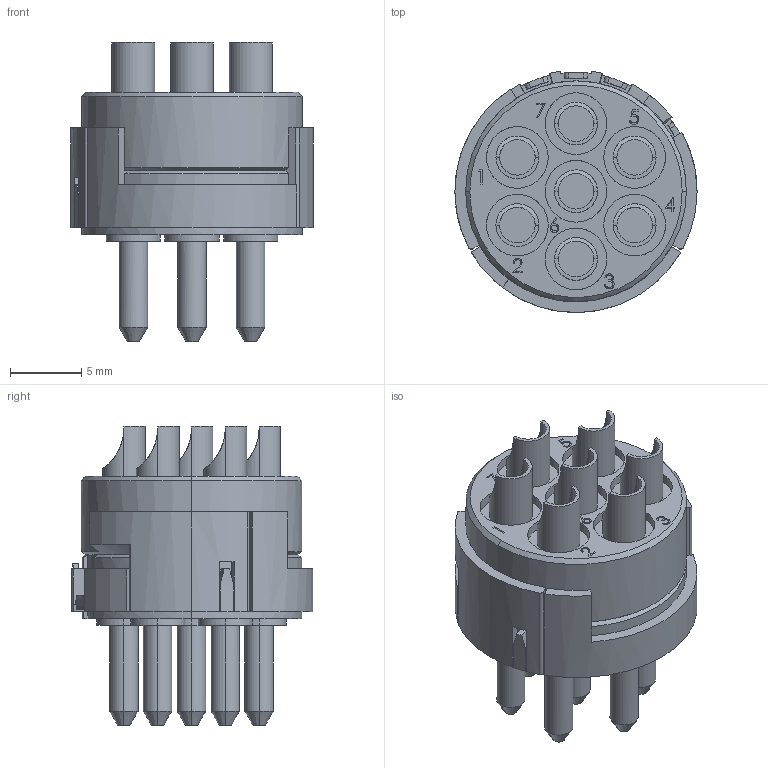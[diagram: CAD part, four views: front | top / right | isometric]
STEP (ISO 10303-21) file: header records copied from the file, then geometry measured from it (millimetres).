
FILE_DESCRIPTION(('CATIA V5 STEP Exchange','CAx-IF Rec.Pracs.--- Model Styling and Organization---1.4--- 2014-01-23'),'2;1');
FILE_NAME ('009197-2_0', '2021-01-07T12:18:26+00:00', ('none'), ('Weidmueller'), 'CATIA Version 5-6 Release 2016 SP3 HF44', 'CATIA V5 STEP AP214', 'none');
FILE_SCHEMA(('AUTOMOTIVE_DESIGN { 1 0 10303 214 1 1 1 1 }'));
Length unit declared in the file: millimetre
Products named in the file (1): 1224070000
Bounding box: 17 x 16.93 x 21 mm (x, y, z)
Volume: 2192.5 mm3; surface area: 2360.1 mm2
Topology: 15 solids, 15 shells, 401 faces, 1057 edges, 733 vertices
Faces by surface type: plane 191, cylinder 159, cone 45, bspline 6
Entity records: 14723 total; most frequent: CARTESIAN_POINT 5340, ORIENTED_EDGE 2114, DIRECTION 1537, EDGE_CURVE 1057, VERTEX_POINT 733, AXIS2_PLACEMENT_3D 645, VECTOR 524, LINE 524
